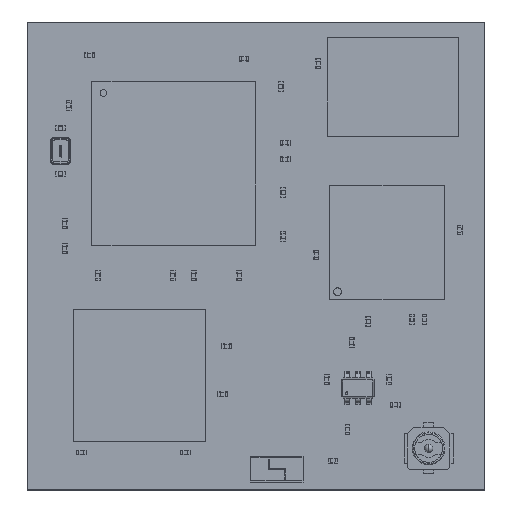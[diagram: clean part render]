
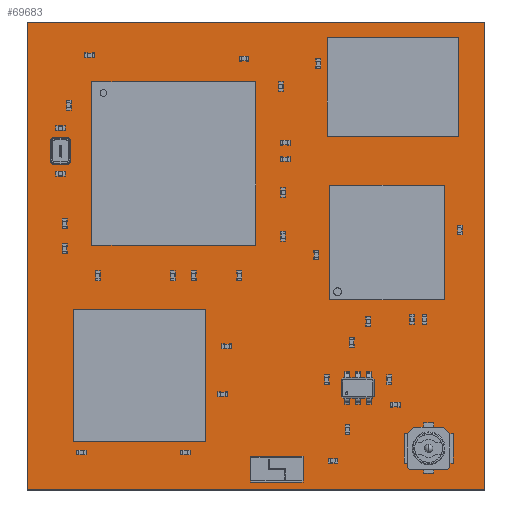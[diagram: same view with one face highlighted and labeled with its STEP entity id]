
A CAD part, top view. The second image highlights one B-rep face of the part: STEP entity #69683.
In plain terms, the highlighted planar face has unit normal (0, 0, 1).
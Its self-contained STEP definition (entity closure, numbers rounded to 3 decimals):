
#69369 = VERTEX_POINT('',#69370);
#69370 = CARTESIAN_POINT('',(-13.97,14.288,1.607));
#69377 = PLANE('',#69378);
#69378 = AXIS2_PLACEMENT_3D('',#69379,#69380,#69381);
#69379 = CARTESIAN_POINT('',(-13.97,14.288,0.));
#69380 = DIRECTION('',(1.,0.,-0.));
#69381 = DIRECTION('',(0.,-1.,0.));
#69389 = PLANE('',#69390);
#69390 = AXIS2_PLACEMENT_3D('',#69391,#69392,#69393);
#69391 = CARTESIAN_POINT('',(13.97,14.288,0.));
#69392 = DIRECTION('',(0.,-1.,0.));
#69393 = DIRECTION('',(-1.,0.,0.));
#69401 = EDGE_CURVE('',#69369,#69402,#69404,.T.);
#69402 = VERTEX_POINT('',#69403);
#69403 = CARTESIAN_POINT('',(-13.97,-14.288,1.607));
#69404 = SURFACE_CURVE('',#69405,(#69409,#69416),.PCURVE_S1.);
#69405 = LINE('',#69406,#69407);
#69406 = CARTESIAN_POINT('',(-13.97,14.288,1.607));
#69407 = VECTOR('',#69408,1.);
#69408 = DIRECTION('',(0.,-1.,0.));
#69409 = PCURVE('',#69377,#69410);
#69410 = DEFINITIONAL_REPRESENTATION('',(#69411),#69415);
#69411 = LINE('',#69412,#69413);
#69412 = CARTESIAN_POINT('',(0.,-1.607));
#69413 = VECTOR('',#69414,1.);
#69414 = DIRECTION('',(1.,0.));
#69415 = ( GEOMETRIC_REPRESENTATION_CONTEXT(2) 
PARAMETRIC_REPRESENTATION_CONTEXT() REPRESENTATION_CONTEXT('2D SPACE',''
  ) );
#69416 = PCURVE('',#69417,#69422);
#69417 = PLANE('',#69418);
#69418 = AXIS2_PLACEMENT_3D('',#69419,#69420,#69421);
#69419 = CARTESIAN_POINT('',(0.,0.,1.607));
#69420 = DIRECTION('',(0.,0.,1.));
#69421 = DIRECTION('',(1.,0.,-0.));
#69422 = DEFINITIONAL_REPRESENTATION('',(#69423),#69427);
#69423 = LINE('',#69424,#69425);
#69424 = CARTESIAN_POINT('',(-13.97,14.288));
#69425 = VECTOR('',#69426,1.);
#69426 = DIRECTION('',(0.,-1.));
#69427 = ( GEOMETRIC_REPRESENTATION_CONTEXT(2) 
PARAMETRIC_REPRESENTATION_CONTEXT() REPRESENTATION_CONTEXT('2D SPACE',''
  ) );
#69445 = PLANE('',#69446);
#69446 = AXIS2_PLACEMENT_3D('',#69447,#69448,#69449);
#69447 = CARTESIAN_POINT('',(-13.97,-14.288,0.));
#69448 = DIRECTION('',(0.,1.,0.));
#69449 = DIRECTION('',(1.,0.,0.));
#69487 = EDGE_CURVE('',#69402,#69488,#69490,.T.);
#69488 = VERTEX_POINT('',#69489);
#69489 = CARTESIAN_POINT('',(13.97,-14.288,1.607));
#69490 = SURFACE_CURVE('',#69491,(#69495,#69502),.PCURVE_S1.);
#69491 = LINE('',#69492,#69493);
#69492 = CARTESIAN_POINT('',(-13.97,-14.288,1.607));
#69493 = VECTOR('',#69494,1.);
#69494 = DIRECTION('',(1.,0.,0.));
#69495 = PCURVE('',#69445,#69496);
#69496 = DEFINITIONAL_REPRESENTATION('',(#69497),#69501);
#69497 = LINE('',#69498,#69499);
#69498 = CARTESIAN_POINT('',(0.,-1.607));
#69499 = VECTOR('',#69500,1.);
#69500 = DIRECTION('',(1.,0.));
#69501 = ( GEOMETRIC_REPRESENTATION_CONTEXT(2) 
PARAMETRIC_REPRESENTATION_CONTEXT() REPRESENTATION_CONTEXT('2D SPACE',''
  ) );
#69502 = PCURVE('',#69417,#69503);
#69503 = DEFINITIONAL_REPRESENTATION('',(#69504),#69508);
#69504 = LINE('',#69505,#69506);
#69505 = CARTESIAN_POINT('',(-13.97,-14.288));
#69506 = VECTOR('',#69507,1.);
#69507 = DIRECTION('',(1.,0.));
#69508 = ( GEOMETRIC_REPRESENTATION_CONTEXT(2) 
PARAMETRIC_REPRESENTATION_CONTEXT() REPRESENTATION_CONTEXT('2D SPACE',''
  ) );
#69526 = PLANE('',#69527);
#69527 = AXIS2_PLACEMENT_3D('',#69528,#69529,#69530);
#69528 = CARTESIAN_POINT('',(13.97,-14.288,0.));
#69529 = DIRECTION('',(-1.,0.,0.));
#69530 = DIRECTION('',(0.,1.,0.));
#69563 = EDGE_CURVE('',#69488,#69564,#69566,.T.);
#69564 = VERTEX_POINT('',#69565);
#69565 = CARTESIAN_POINT('',(13.97,14.288,1.607));
#69566 = SURFACE_CURVE('',#69567,(#69571,#69578),.PCURVE_S1.);
#69567 = LINE('',#69568,#69569);
#69568 = CARTESIAN_POINT('',(13.97,-14.288,1.607));
#69569 = VECTOR('',#69570,1.);
#69570 = DIRECTION('',(0.,1.,0.));
#69571 = PCURVE('',#69526,#69572);
#69572 = DEFINITIONAL_REPRESENTATION('',(#69573),#69577);
#69573 = LINE('',#69574,#69575);
#69574 = CARTESIAN_POINT('',(0.,-1.607));
#69575 = VECTOR('',#69576,1.);
#69576 = DIRECTION('',(1.,0.));
#69577 = ( GEOMETRIC_REPRESENTATION_CONTEXT(2) 
PARAMETRIC_REPRESENTATION_CONTEXT() REPRESENTATION_CONTEXT('2D SPACE',''
  ) );
#69578 = PCURVE('',#69417,#69579);
#69579 = DEFINITIONAL_REPRESENTATION('',(#69580),#69584);
#69580 = LINE('',#69581,#69582);
#69581 = CARTESIAN_POINT('',(13.97,-14.288));
#69582 = VECTOR('',#69583,1.);
#69583 = DIRECTION('',(0.,1.));
#69584 = ( GEOMETRIC_REPRESENTATION_CONTEXT(2) 
PARAMETRIC_REPRESENTATION_CONTEXT() REPRESENTATION_CONTEXT('2D SPACE',''
  ) );
#69634 = EDGE_CURVE('',#69564,#69369,#69635,.T.);
#69635 = SURFACE_CURVE('',#69636,(#69640,#69647),.PCURVE_S1.);
#69636 = LINE('',#69637,#69638);
#69637 = CARTESIAN_POINT('',(13.97,14.288,1.607));
#69638 = VECTOR('',#69639,1.);
#69639 = DIRECTION('',(-1.,0.,0.));
#69640 = PCURVE('',#69389,#69641);
#69641 = DEFINITIONAL_REPRESENTATION('',(#69642),#69646);
#69642 = LINE('',#69643,#69644);
#69643 = CARTESIAN_POINT('',(0.,-1.607));
#69644 = VECTOR('',#69645,1.);
#69645 = DIRECTION('',(1.,0.));
#69646 = ( GEOMETRIC_REPRESENTATION_CONTEXT(2) 
PARAMETRIC_REPRESENTATION_CONTEXT() REPRESENTATION_CONTEXT('2D SPACE',''
  ) );
#69647 = PCURVE('',#69417,#69648);
#69648 = DEFINITIONAL_REPRESENTATION('',(#69649),#69653);
#69649 = LINE('',#69650,#69651);
#69650 = CARTESIAN_POINT('',(13.97,14.288));
#69651 = VECTOR('',#69652,1.);
#69652 = DIRECTION('',(-1.,0.));
#69653 = ( GEOMETRIC_REPRESENTATION_CONTEXT(2) 
PARAMETRIC_REPRESENTATION_CONTEXT() REPRESENTATION_CONTEXT('2D SPACE',''
  ) );
#69683 = ADVANCED_FACE('',(#69684),#69417,.T.);
#69684 = FACE_BOUND('',#69685,.T.);
#69685 = EDGE_LOOP('',(#69686,#69687,#69688,#69689));
#69686 = ORIENTED_EDGE('',*,*,#69401,.T.);
#69687 = ORIENTED_EDGE('',*,*,#69487,.T.);
#69688 = ORIENTED_EDGE('',*,*,#69563,.T.);
#69689 = ORIENTED_EDGE('',*,*,#69634,.T.);
